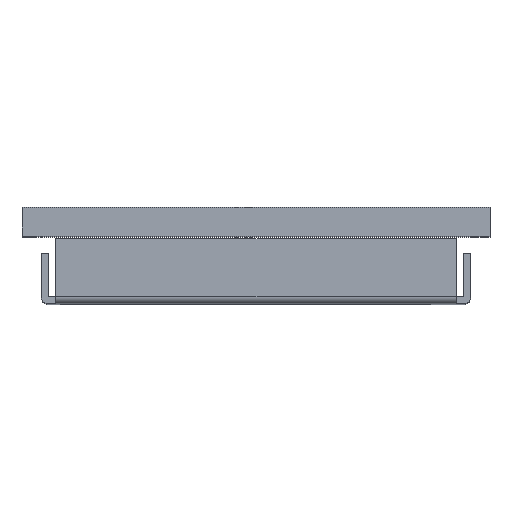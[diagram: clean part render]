
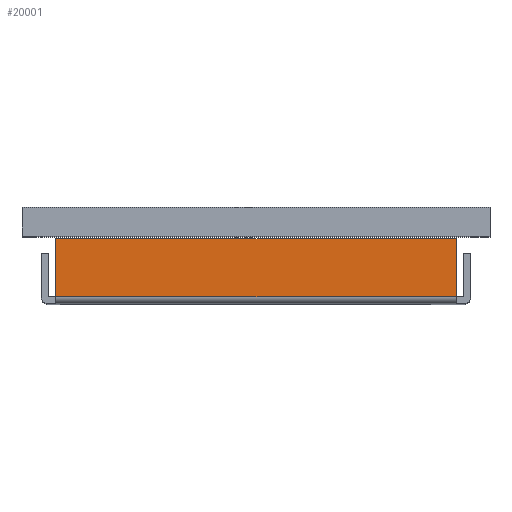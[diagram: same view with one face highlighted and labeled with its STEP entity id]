
A CAD part, top view. The second image highlights one B-rep face of the part: STEP entity #20001.
In plain terms, the highlighted planar face has unit normal (0, 0, 1).
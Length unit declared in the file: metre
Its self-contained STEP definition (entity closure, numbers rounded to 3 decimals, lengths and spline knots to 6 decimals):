
#819=PLANE('',#25228);
#4054=LINE('',#35529,#6629);
#4078=LINE('',#35581,#6653);
#4079=LINE('',#35583,#6654);
#4080=LINE('',#35585,#6655);
#6629=VECTOR('',#29830,1.);
#6653=VECTOR('',#29874,1.);
#6654=VECTOR('',#29877,1.);
#6655=VECTOR('',#29880,1.);
#11151=ORIENTED_EDGE('',*,*,#14984,.F.);
#11152=ORIENTED_EDGE('',*,*,#14986,.F.);
#11153=ORIENTED_EDGE('',*,*,#14958,.T.);
#11154=ORIENTED_EDGE('',*,*,#14985,.F.);
#14958=EDGE_CURVE('',#16962,#16965,#4054,.T.);
#14984=EDGE_CURVE('',#16983,#16982,#4078,.T.);
#14985=EDGE_CURVE('',#16982,#16965,#4079,.T.);
#14986=EDGE_CURVE('',#16962,#16983,#4080,.T.);
#16962=VERTEX_POINT('',#35523);
#16965=VERTEX_POINT('',#35528);
#16982=VERTEX_POINT('',#35578);
#16983=VERTEX_POINT('',#35580);
#18039=EDGE_LOOP('',(#11151,#11152,#11153,#11154));
#18986=FACE_BOUND('',#18039,.T.);
#20001=ADVANCED_FACE('',(#18986),#819,.T.);
#25228=AXIS2_PLACEMENT_3D('',#35584,#29878,#29879);
#29830=DIRECTION('',(-1.,0.,0.));
#29874=DIRECTION('',(-1.,0.,0.));
#29877=DIRECTION('',(0.,1.,0.));
#29878=DIRECTION('',(0.,0.,1.));
#29879=DIRECTION('',(-1.,0.,0.));
#29880=DIRECTION('',(0.,-1.,0.));
#35523=CARTESIAN_POINT('',(0.00415,0.001,0.004675));
#35528=CARTESIAN_POINT('',(-0.00415,0.001,0.004675));
#35529=CARTESIAN_POINT('',(0.00415,0.001,0.004675));
#35578=CARTESIAN_POINT('',(-0.00415,-0.0002,0.004675));
#35580=CARTESIAN_POINT('',(0.00415,-0.0002,0.004675));
#35581=CARTESIAN_POINT('',(0.00415,-0.0002,0.004675));
#35583=CARTESIAN_POINT('',(-0.00415,-0.0002,0.004675));
#35584=CARTESIAN_POINT('',(-0.0043,0.00115,0.004675));
#35585=CARTESIAN_POINT('',(0.00415,0.001,0.004675));
